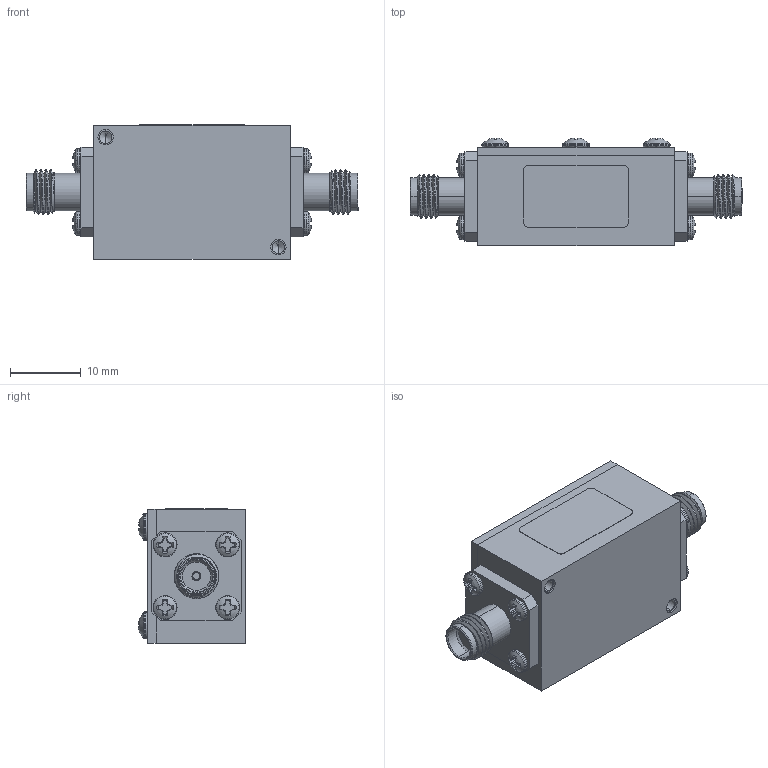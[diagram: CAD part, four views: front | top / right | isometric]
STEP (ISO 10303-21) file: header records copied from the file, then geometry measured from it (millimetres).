
FILE_DESCRIPTION (( 'STEP AP214' ), '1' );
FILE_NAME ('FMFL021_3D.step', '2023-12-19T17:49:16', ( '' ), ( '' ), 'SwSTEP 2.0', 'SolidWorks 2022', '' );
FILE_SCHEMA (( 'AUTOMOTIVE_DESIGN' ));
Length unit declared in the file: inch
Products named in the file (1): FMFL021_3D
Bounding box: 47.09 x 15.22 x 19.1 mm (x, y, z)
Volume: 8348.2 mm3; surface area: 3559 mm2
Topology: 1 solids, 11 shells, 843 faces, 2266 edges, 1492 vertices
Faces by surface type: plane 343, cylinder 332, cone 76, bspline 52, torus 32, sphere 8
Entity records: 40060 total; most frequent: CARTESIAN_POINT 20484, ORIENTED_EDGE 4508, DIRECTION 3672, EDGE_CURVE 2254, VERTEX_POINT 1492, AXIS2_PLACEMENT_3D 1384, VECTOR 904, LINE 904
